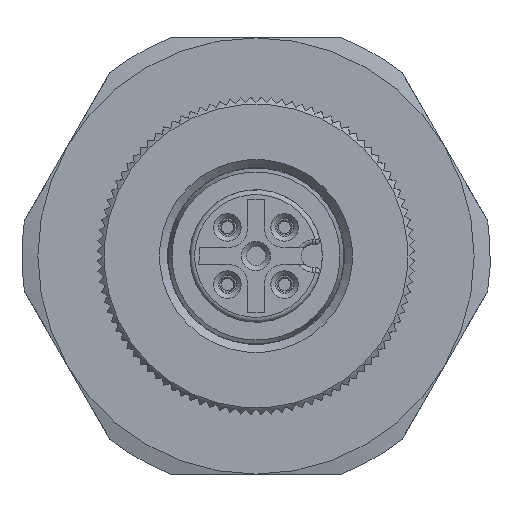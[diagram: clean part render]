
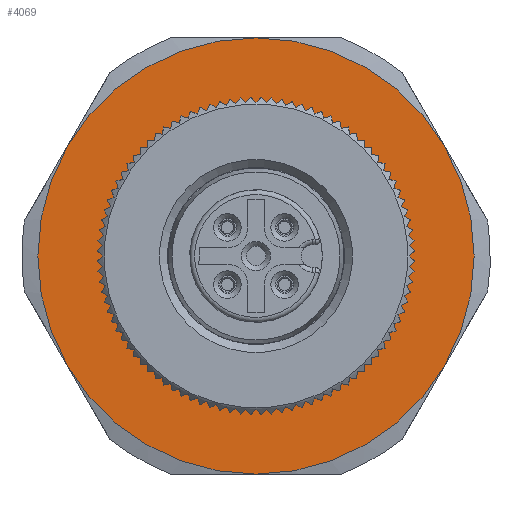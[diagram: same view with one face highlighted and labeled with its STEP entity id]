
A CAD part, left-side view. The second image highlights one B-rep face of the part: STEP entity #4069.
In plain terms, the highlighted planar face has unit normal (-1, 0, 0).
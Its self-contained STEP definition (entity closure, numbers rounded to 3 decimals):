
#4069=ADVANCED_FACE('',(#5507,#5508),#4993,.F.);
#4993=PLANE('',#15942);
#5507=FACE_BOUND('',#5828,.T.);
#5508=FACE_BOUND('',#5829,.T.);
#5828=EDGE_LOOP('',(#7448));
#5829=EDGE_LOOP('',(#7449,#7450,#7451,#7452,#7453,#7454));
#7448=ORIENTED_EDGE('',*,*,#13133,.T.);
#7449=ORIENTED_EDGE('',*,*,#13134,.T.);
#7450=ORIENTED_EDGE('',*,*,#13135,.T.);
#7451=ORIENTED_EDGE('',*,*,#13136,.T.);
#7452=ORIENTED_EDGE('',*,*,#13137,.T.);
#7453=ORIENTED_EDGE('',*,*,#13138,.T.);
#7454=ORIENTED_EDGE('',*,*,#13139,.T.);
#11591=VERTEX_POINT('',#22953);
#11592=VERTEX_POINT('',#22956);
#11593=VERTEX_POINT('',#22957);
#11594=VERTEX_POINT('',#22959);
#11595=VERTEX_POINT('',#22961);
#11596=VERTEX_POINT('',#22963);
#11597=VERTEX_POINT('',#22965);
#13133=EDGE_CURVE('',#11591,#11591,#15176,.T.);
#13134=EDGE_CURVE('',#11592,#11593,#15177,.T.);
#13135=EDGE_CURVE('',#11593,#11594,#15178,.T.);
#13136=EDGE_CURVE('',#11594,#11595,#15179,.T.);
#13137=EDGE_CURVE('',#11595,#11596,#15180,.T.);
#13138=EDGE_CURVE('',#11596,#11597,#15181,.T.);
#13139=EDGE_CURVE('',#11597,#11592,#15182,.T.);
#15176=CIRCLE('',#15934,9.);
#15177=CIRCLE('',#15936,13.5);
#15178=CIRCLE('',#15937,13.5);
#15179=CIRCLE('',#15938,13.5);
#15180=CIRCLE('',#15939,13.5);
#15181=CIRCLE('',#15940,13.5);
#15182=CIRCLE('',#15941,13.5);
#15934=AXIS2_PLACEMENT_3D('',#22952,#17970,#17971);
#15936=AXIS2_PLACEMENT_3D('',#22955,#17974,#17975);
#15937=AXIS2_PLACEMENT_3D('',#22958,#17976,#17977);
#15938=AXIS2_PLACEMENT_3D('',#22960,#17978,#17979);
#15939=AXIS2_PLACEMENT_3D('',#22962,#17980,#17981);
#15940=AXIS2_PLACEMENT_3D('',#22964,#17982,#17983);
#15941=AXIS2_PLACEMENT_3D('',#22966,#17984,#17985);
#15942=AXIS2_PLACEMENT_3D('',#22967,#17986,#17987);
#17970=DIRECTION('',(1.,0.,0.));
#17971=DIRECTION('',(0.,0.,1.));
#17974=DIRECTION('',(-1.,0.,0.));
#17975=DIRECTION('',(0.,0.,1.));
#17976=DIRECTION('',(-1.,0.,0.));
#17977=DIRECTION('',(0.,0.,1.));
#17978=DIRECTION('',(-1.,0.,0.));
#17979=DIRECTION('',(0.,0.,1.));
#17980=DIRECTION('',(-1.,0.,0.));
#17981=DIRECTION('',(0.,0.,1.));
#17982=DIRECTION('',(-1.,0.,0.));
#17983=DIRECTION('',(0.,0.,1.));
#17984=DIRECTION('',(-1.,0.,0.));
#17985=DIRECTION('',(0.,0.,1.));
#17986=DIRECTION('',(1.,0.,0.));
#17987=DIRECTION('',(0.,0.,1.));
#22952=CARTESIAN_POINT('',(9.,0.,0.));
#22953=CARTESIAN_POINT('',(9.,0.,9.));
#22955=CARTESIAN_POINT('',(9.,0.,0.));
#22956=CARTESIAN_POINT('',(9.,11.691,-6.75));
#22957=CARTESIAN_POINT('',(9.,0.,-13.5));
#22958=CARTESIAN_POINT('',(9.,0.,0.));
#22959=CARTESIAN_POINT('',(9.,-11.691,-6.75));
#22960=CARTESIAN_POINT('',(9.,0.,0.));
#22961=CARTESIAN_POINT('',(9.,-11.691,6.75));
#22962=CARTESIAN_POINT('',(9.,0.,0.));
#22963=CARTESIAN_POINT('',(9.,0.,13.5));
#22964=CARTESIAN_POINT('',(9.,0.,0.));
#22965=CARTESIAN_POINT('',(9.,11.691,6.75));
#22966=CARTESIAN_POINT('',(9.,0.,0.));
#22967=CARTESIAN_POINT('',(9.,0.,0.));
